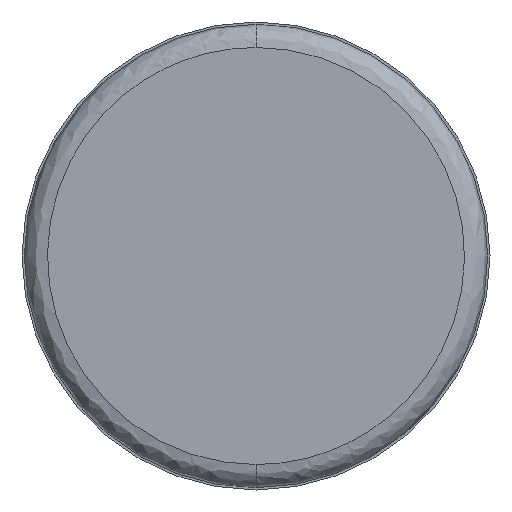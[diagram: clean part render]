
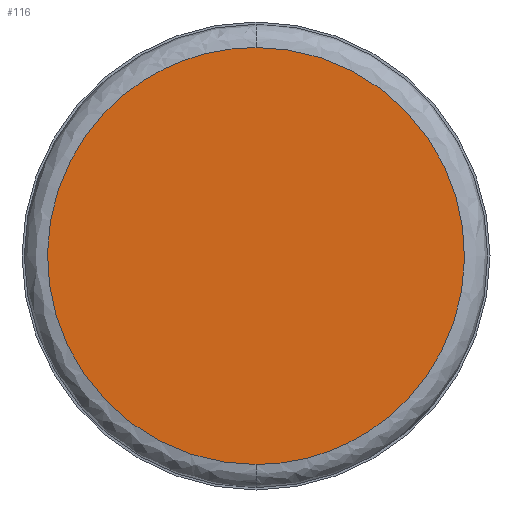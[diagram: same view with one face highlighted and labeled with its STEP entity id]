
A CAD part, front view. The second image highlights one B-rep face of the part: STEP entity #116.
In plain terms, the highlighted planar face has unit normal (0, -1, 0).
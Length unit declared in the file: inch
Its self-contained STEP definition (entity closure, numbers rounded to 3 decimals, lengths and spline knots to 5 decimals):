
#14 = CARTESIAN_POINT ( 'NONE',  ( 0.09, 0., -0.045 ) ) ;
#116 = ADVANCED_FACE ( 'NONE', ( #590 ), #768, .F. ) ;
#126 = EDGE_LOOP ( 'NONE', ( #253, #527 ) ) ;
#223 = CARTESIAN_POINT ( 'NONE',  ( 0., 0., -0.045 ) ) ;
#229 = EDGE_CURVE ( 'NONE', #1295, #622, #1336, .T. ) ;
#252 = CARTESIAN_POINT ( 'NONE',  ( 0., 0., 0.045 ) ) ;
#253 = ORIENTED_EDGE ( 'NONE', *, *, #229, .F. ) ;
#527 = ORIENTED_EDGE ( 'NONE', *, *, #1200, .F. ) ;
#565 = CARTESIAN_POINT ( 'NONE',  ( 0., 0., -0.045 ) ) ;
#590 = FACE_OUTER_BOUND ( 'NONE', #126, .T. ) ;
#622 = VERTEX_POINT ( 'NONE', #910 ) ;
#652 = CARTESIAN_POINT ( 'NONE',  ( 0., 0., 0. ) ) ;
#701 =( BOUNDED_CURVE ( )  B_SPLINE_CURVE ( 3, ( #223, #1142, #1132, #252 ),
 .UNSPECIFIED., .F., .F. ) 
 B_SPLINE_CURVE_WITH_KNOTS ( ( 4, 4 ),
 ( 0., 1. ),
 .UNSPECIFIED. ) 
 CURVE ( )  GEOMETRIC_REPRESENTATION_ITEM ( )  RATIONAL_B_SPLINE_CURVE ( ( 1., 0.333, 0.333, 1. ) ) 
 REPRESENTATION_ITEM ( '' )  );
#768 = PLANE ( 'NONE',  #1310 ) ;
#910 = CARTESIAN_POINT ( 'NONE',  ( 0., 0., -0.045 ) ) ;
#992 = CARTESIAN_POINT ( 'NONE',  ( 0.09, 0., 0.045 ) ) ;
#1132 = CARTESIAN_POINT ( 'NONE',  ( -0.09, 0., 0.045 ) ) ;
#1142 = CARTESIAN_POINT ( 'NONE',  ( -0.09, 0., -0.045 ) ) ;
#1190 = DIRECTION ( 'NONE',  ( 0., 0., 1. ) ) ;
#1200 = EDGE_CURVE ( 'NONE', #622, #1295, #701, .T. ) ;
#1295 = VERTEX_POINT ( 'NONE', #1381 ) ;
#1310 = AXIS2_PLACEMENT_3D ( 'NONE', #652, #1315, #1190 ) ;
#1315 = DIRECTION ( 'NONE',  ( 0., 1., 0. ) ) ;
#1336 =( BOUNDED_CURVE ( )  B_SPLINE_CURVE ( 3, ( #1425, #992, #14, #565 ),
 .UNSPECIFIED., .F., .F. ) 
 B_SPLINE_CURVE_WITH_KNOTS ( ( 4, 4 ),
 ( 0., 1. ),
 .UNSPECIFIED. ) 
 CURVE ( )  GEOMETRIC_REPRESENTATION_ITEM ( )  RATIONAL_B_SPLINE_CURVE ( ( 1., 0.333, 0.333, 1. ) ) 
 REPRESENTATION_ITEM ( '' )  );
#1381 = CARTESIAN_POINT ( 'NONE',  ( 0., 0., 0.045 ) ) ;
#1425 = CARTESIAN_POINT ( 'NONE',  ( 0., 0., 0.045 ) ) ;
